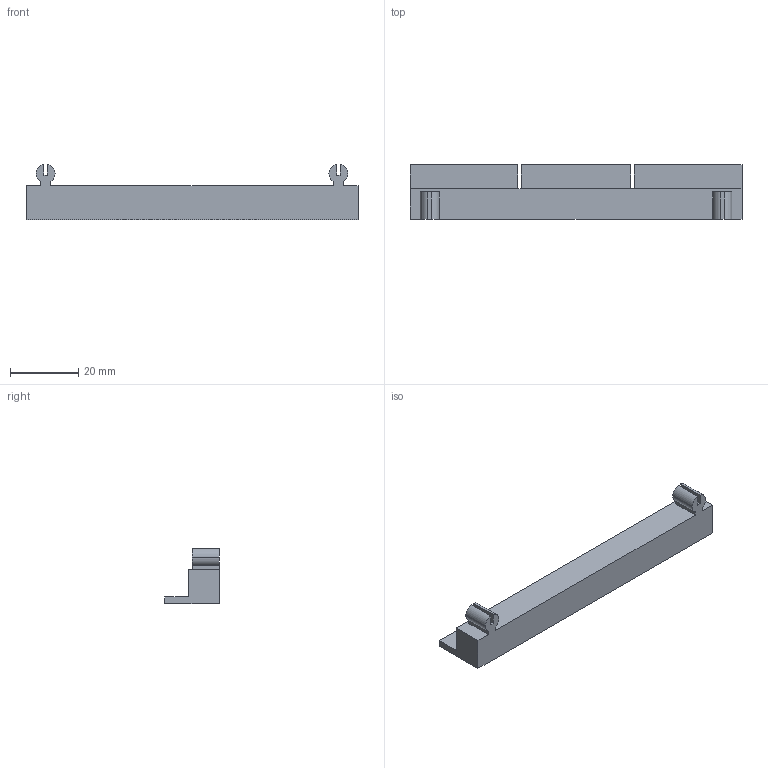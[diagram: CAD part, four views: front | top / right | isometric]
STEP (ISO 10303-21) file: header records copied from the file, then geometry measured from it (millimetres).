
FILE_DESCRIPTION(('STEP AP214'),'1');
FILE_NAME('cctmp_3DAA9AE5-3129-4A89-AD7C-085A0E7470DF_2023_07_18_12_13_20_0161..stp','2023-07-18T10:13:20',('SIEMENS A&D'),('CADClick - www.CADClick.com'),'Spatial InterOp 3D postprocessed',' ','unknown authorization');
FILE_SCHEMA(('AUTOMOTIVE_DESIGN'));
Length unit declared in the file: millimetre
Products named in the file (1): 2023_07_18_12_13_20_0161
Bounding box: 97 x 16 x 16.2 mm (x, y, z)
Volume: 10431.3 mm3; surface area: 5691.2 mm2
Topology: 1 solids, 1 shells, 36 faces, 102 edges, 68 vertices
Faces by surface type: plane 28, cylinder 8
Entity records: 1294 total; most frequent: CARTESIAN_POINT 207, ORIENTED_EDGE 204, DIRECTION 192, EDGE_CURVE 102, LINE 86, VECTOR 86, VERTEX_POINT 68, AXIS2_PLACEMENT_3D 53
